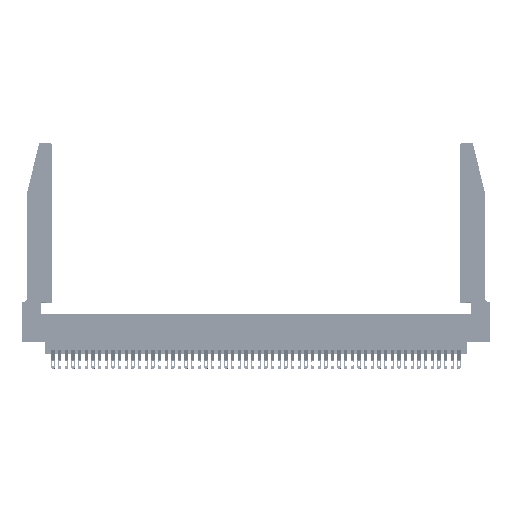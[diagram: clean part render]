
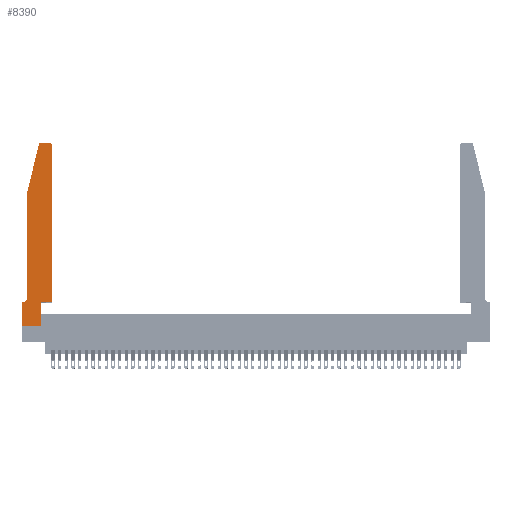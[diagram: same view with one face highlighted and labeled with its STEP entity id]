
A CAD part, top view. The second image highlights one B-rep face of the part: STEP entity #8390.
In plain terms, the highlighted planar face has unit normal (0, 0, 1).
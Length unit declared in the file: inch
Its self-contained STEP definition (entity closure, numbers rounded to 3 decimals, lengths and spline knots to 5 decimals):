
#260 = LINE ( 'NONE', #41171, #30968 ) ;
#422 = EDGE_CURVE ( 'NONE', #21552, #31284, #20245, .T. ) ;
#1118 = DIRECTION ( 'NONE',  ( 1., 0., 0. ) ) ;
#1283 = AXIS2_PLACEMENT_3D ( 'NONE', #47265, #23948, #51128 ) ;
#1363 = DIRECTION ( 'NONE',  ( 0., 1., 0. ) ) ;
#1427 = ORIENTED_EDGE ( 'NONE', *, *, #13801, .T. ) ;
#2379 = DIRECTION ( 'NONE',  ( -1., 0., 0. ) ) ;
#2392 = ORIENTED_EDGE ( 'NONE', *, *, #5545, .T. ) ;
#2544 = AXIS2_PLACEMENT_3D ( 'NONE', #3771, #11934, #39567 ) ;
#2591 = CARTESIAN_POINT ( 'NONE',  ( 0.2605, 2.75, 0.37 ) ) ;
#3509 = CARTESIAN_POINT ( 'NONE',  ( 0.25487, 2.72718, 0.37 ) ) ;
#3771 = CARTESIAN_POINT ( 'NONE',  ( 0., 0.35, 0.37 ) ) ;
#4641 = CARTESIAN_POINT ( 'NONE',  ( 0., 0.35, 0.37 ) ) ;
#5545 = EDGE_CURVE ( 'NONE', #14125, #23526, #7697, .T. ) ;
#6177 = CARTESIAN_POINT ( 'NONE',  ( 0.4205, 2.75, 0.37 ) ) ;
#6567 = VECTOR ( 'NONE', #18578, 39.37008 ) ;
#6778 = EDGE_CURVE ( 'NONE', #31284, #43724, #6945, .T. ) ;
#6860 = ORIENTED_EDGE ( 'NONE', *, *, #7923, .T. ) ;
#6945 = LINE ( 'NONE', #45398, #47662 ) ;
#7697 = LINE ( 'NONE', #29858, #17173 ) ;
#7856 = PLANE ( 'NONE',  #2544 ) ;
#7923 = EDGE_CURVE ( 'NONE', #30162, #10514, #50553, .T. ) ;
#8390 = ADVANCED_FACE ( 'NONE', ( #29857 ), #7856, .T. ) ;
#8453 = CARTESIAN_POINT ( 'NONE',  ( 0.0755, 0.42, 0.37 ) ) ;
#8996 = CARTESIAN_POINT ( 'NONE',  ( 0., 0., 0.37 ) ) ;
#10415 = AXIS2_PLACEMENT_3D ( 'NONE', #49736, #26444, #2379 ) ;
#10514 = VERTEX_POINT ( 'NONE', #6177 ) ;
#11934 = DIRECTION ( 'NONE',  ( 0., 0., 1. ) ) ;
#12504 = ORIENTED_EDGE ( 'NONE', *, *, #14569, .T. ) ;
#12762 = EDGE_CURVE ( 'NONE', #16211, #21552, #41970, .T. ) ;
#13532 = VECTOR ( 'NONE', #38436, 39.37008 ) ;
#13801 = EDGE_CURVE ( 'NONE', #49128, #14125, #17325, .T. ) ;
#14125 = VERTEX_POINT ( 'NONE', #17118 ) ;
#14569 = EDGE_CURVE ( 'NONE', #10514, #16211, #24173, .T. ) ;
#16211 = VERTEX_POINT ( 'NONE', #32822 ) ;
#16657 = CARTESIAN_POINT ( 'NONE',  ( 0.0755, 2., 0.37 ) ) ;
#17105 = DIRECTION ( 'NONE',  ( 1., 0., 0. ) ) ;
#17118 = CARTESIAN_POINT ( 'NONE',  ( 0.2865, 0.35, 0.37 ) ) ;
#17173 = VECTOR ( 'NONE', #45499, 39.37008 ) ;
#17325 = LINE ( 'NONE', #34222, #6567 ) ;
#17492 = CARTESIAN_POINT ( 'NONE',  ( 0.4505, 0.35, 0.37 ) ) ;
#18178 = ORIENTED_EDGE ( 'NONE', *, *, #35838, .T. ) ;
#18578 = DIRECTION ( 'NONE',  ( 0., 1., 0. ) ) ;
#18911 = EDGE_CURVE ( 'NONE', #24691, #49128, #50170, .T. ) ;
#19134 = CARTESIAN_POINT ( 'NONE',  ( 0.4505, 0.35, 0.37 ) ) ;
#19539 = CARTESIAN_POINT ( 'NONE',  ( 0.0755, 0.35, 0.37 ) ) ;
#20245 = LINE ( 'NONE', #16657, #50145 ) ;
#20691 = EDGE_LOOP ( 'NONE', ( #12504, #34314, #49444, #45177, #21730, #27880, #43049, #27252, #1427, #2392, #18178, #6860 ) ) ;
#21552 = VERTEX_POINT ( 'NONE', #3509 ) ;
#21730 = ORIENTED_EDGE ( 'NONE', *, *, #48226, .T. ) ;
#22463 = VERTEX_POINT ( 'NONE', #37008 ) ;
#23485 = VECTOR ( 'NONE', #23556, 39.37008 ) ;
#23526 = VERTEX_POINT ( 'NONE', #19134 ) ;
#23556 = DIRECTION ( 'NONE',  ( -1., 0., 0. ) ) ;
#23948 = DIRECTION ( 'NONE',  ( 0., 0., 1. ) ) ;
#24173 = LINE ( 'NONE', #2591, #13532 ) ;
#24631 = DIRECTION ( 'NONE',  ( -0.239, -0.971, 0. ) ) ;
#24691 = VERTEX_POINT ( 'NONE', #34142 ) ;
#25234 = DIRECTION ( 'NONE',  ( 0., 0., 1. ) ) ;
#25471 = DIRECTION ( 'NONE',  ( 0., -1., 0. ) ) ;
#26444 = DIRECTION ( 'NONE',  ( 0., 0., -1. ) ) ;
#26719 = VECTOR ( 'NONE', #1363, 39.37008 ) ;
#27252 = ORIENTED_EDGE ( 'NONE', *, *, #18911, .T. ) ;
#27880 = ORIENTED_EDGE ( 'NONE', *, *, #28299, .T. ) ;
#28299 = EDGE_CURVE ( 'NONE', #22463, #48637, #35110, .T. ) ;
#29857 = FACE_OUTER_BOUND ( 'NONE', #20691, .T. ) ;
#29858 = CARTESIAN_POINT ( 'NONE',  ( 0.4505, 0.35, 0.37 ) ) ;
#30162 = VERTEX_POINT ( 'NONE', #49212 ) ;
#30968 = VECTOR ( 'NONE', #25471, 39.37008 ) ;
#31284 = VERTEX_POINT ( 'NONE', #41334 ) ;
#31344 = AXIS2_PLACEMENT_3D ( 'NONE', #48550, #25234, #1118 ) ;
#32822 = CARTESIAN_POINT ( 'NONE',  ( 0.284, 2.75, 0.37 ) ) ;
#34142 = CARTESIAN_POINT ( 'NONE',  ( 0., 0., 0.37 ) ) ;
#34222 = CARTESIAN_POINT ( 'NONE',  ( 0.2865, 0.35, 0.37 ) ) ;
#34314 = ORIENTED_EDGE ( 'NONE', *, *, #12762, .T. ) ;
#35110 = LINE ( 'NONE', #19539, #23485 ) ;
#35838 = EDGE_CURVE ( 'NONE', #23526, #30162, #35881, .T. ) ;
#35881 = LINE ( 'NONE', #17492, #26719 ) ;
#35940 = CARTESIAN_POINT ( 'NONE',  ( 0.2865, 0., 0.37 ) ) ;
#37008 = CARTESIAN_POINT ( 'NONE',  ( 0.0055, 0.35, 0.37 ) ) ;
#38436 = DIRECTION ( 'NONE',  ( -1., 0., 0. ) ) ;
#39567 = DIRECTION ( 'NONE',  ( 1., 0., 0. ) ) ;
#39679 = CIRCLE ( 'NONE', #10415, 0.07 ) ;
#39911 = VECTOR ( 'NONE', #17105, 39.37008 ) ;
#41171 = CARTESIAN_POINT ( 'NONE',  ( 0., 0., 0.37 ) ) ;
#41334 = CARTESIAN_POINT ( 'NONE',  ( 0.0755, 2., 0.37 ) ) ;
#41970 = CIRCLE ( 'NONE', #1283, 0.03 ) ;
#43049 = ORIENTED_EDGE ( 'NONE', *, *, #50351, .T. ) ;
#43724 = VERTEX_POINT ( 'NONE', #8453 ) ;
#45177 = ORIENTED_EDGE ( 'NONE', *, *, #6778, .T. ) ;
#45398 = CARTESIAN_POINT ( 'NONE',  ( 0.0755, 2., 0.37 ) ) ;
#45499 = DIRECTION ( 'NONE',  ( 1., 0., 0. ) ) ;
#47265 = CARTESIAN_POINT ( 'NONE',  ( 0.284, 2.72, 0.37 ) ) ;
#47662 = VECTOR ( 'NONE', #49293, 39.37008 ) ;
#48226 = EDGE_CURVE ( 'NONE', #43724, #22463, #39679, .T. ) ;
#48550 = CARTESIAN_POINT ( 'NONE',  ( 0.4205, 2.72, 0.37 ) ) ;
#48637 = VERTEX_POINT ( 'NONE', #4641 ) ;
#49128 = VERTEX_POINT ( 'NONE', #35940 ) ;
#49212 = CARTESIAN_POINT ( 'NONE',  ( 0.4505, 2.72, 0.37 ) ) ;
#49293 = DIRECTION ( 'NONE',  ( 0., -1., 0. ) ) ;
#49444 = ORIENTED_EDGE ( 'NONE', *, *, #422, .T. ) ;
#49736 = CARTESIAN_POINT ( 'NONE',  ( 0.0055, 0.42, 0.37 ) ) ;
#50145 = VECTOR ( 'NONE', #24631, 39.37008 ) ;
#50170 = LINE ( 'NONE', #8996, #39911 ) ;
#50351 = EDGE_CURVE ( 'NONE', #48637, #24691, #260, .T. ) ;
#50553 = CIRCLE ( 'NONE', #31344, 0.03 ) ;
#51128 = DIRECTION ( 'NONE',  ( 1., 0., 0. ) ) ;
